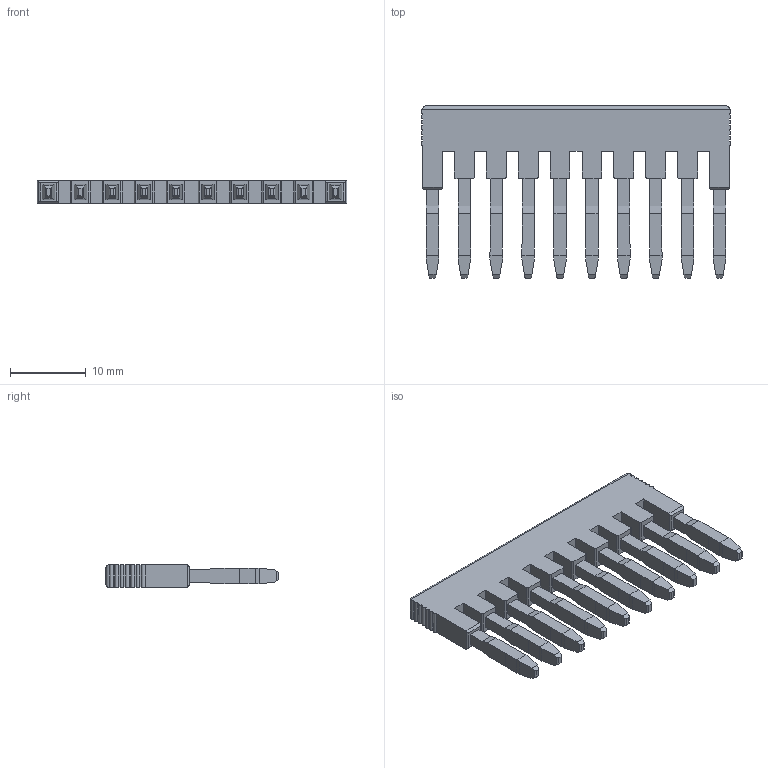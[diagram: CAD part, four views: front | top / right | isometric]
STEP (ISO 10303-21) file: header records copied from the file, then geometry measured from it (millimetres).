
FILE_DESCRIPTION((''),'2;1');
FILE_NAME('PRT0001','2021-11-01T',('Administrator'),(''),'PRO/ENGINEER BY PARAMETRIC TECHNOLOGY CORPORATION, 2013230','PRO/ENGINEER BY PARAMETRIC TECHNOLOGY CORPORATION, 2013230','');
FILE_SCHEMA(('AUTOMOTIVE_DESIGN { 1 0 10303 214 1 1 1 1 }'));
Length unit declared in the file: millimetre
Products named in the file (1): PRT0001
Bounding box: 40.81 x 22.7 x 3 mm (x, y, z)
Volume: 1400.2 mm3; surface area: 2043.5 mm2
Topology: 1 solids, 1 shells, 306 faces, 838 edges, 544 vertices
Faces by surface type: plane 248, cylinder 58
Entity records: 9636 total; most frequent: CARTESIAN_POINT 1868, ORIENTED_EDGE 1676, DIRECTION 1458, EDGE_CURVE 838, VECTOR 726, LINE 726, VERTEX_POINT 544, AXIS2_PLACEMENT_3D 366
